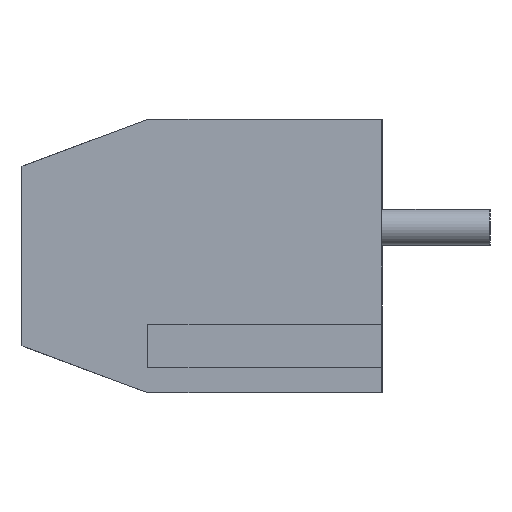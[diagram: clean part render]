
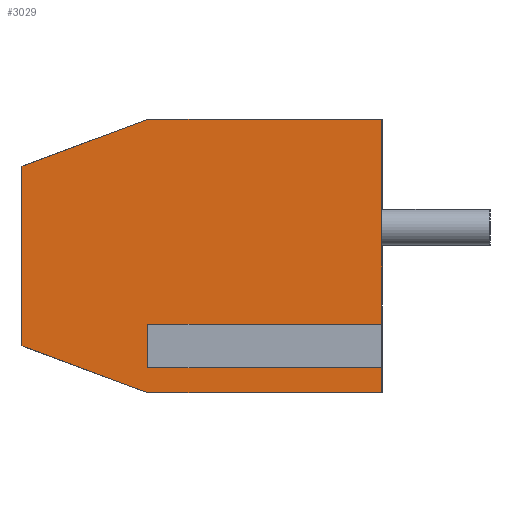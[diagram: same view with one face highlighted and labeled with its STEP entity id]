
A CAD part, left-side view. The second image highlights one B-rep face of the part: STEP entity #3029.
In plain terms, the highlighted planar face has unit normal (-1, 0, 0).
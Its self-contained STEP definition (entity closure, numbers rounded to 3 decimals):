
#50 = EDGE_CURVE ( 'NONE', #4511, #4510, #1400, .T. ) ;
#97 = ORIENTED_EDGE ( 'NONE', *, *, #2039, .T. ) ;
#105 = LINE ( 'NONE', #1172, #4185 ) ;
#155 = VERTEX_POINT ( 'NONE', #3028 ) ;
#169 = VECTOR ( 'NONE', #3454, 1000. ) ;
#179 = ORIENTED_EDGE ( 'NONE', *, *, #197, .F. ) ;
#197 = EDGE_CURVE ( 'NONE', #4511, #1283, #3945, .T. ) ;
#224 = DIRECTION ( 'NONE',  ( 0., -1., 0. ) ) ;
#266 = LINE ( 'NONE', #3546, #322 ) ;
#305 = EDGE_CURVE ( 'NONE', #528, #3407, #2908, .T. ) ;
#322 = VECTOR ( 'NONE', #960, 1000. ) ;
#342 = EDGE_LOOP ( 'NONE', ( #3048, #179, #1876, #97, #2889, #879, #1674, #4484, #1127, #973 ) ) ;
#350 = PLANE ( 'NONE',  #4399 ) ;
#355 = VECTOR ( 'NONE', #946, 1000. ) ;
#453 = DIRECTION ( 'NONE',  ( 0., 0., 1. ) ) ;
#493 = CARTESIAN_POINT ( 'NONE',  ( -5., 0., -3.8 ) ) ;
#528 = VERTEX_POINT ( 'NONE', #2759 ) ;
#694 = VERTEX_POINT ( 'NONE', #493 ) ;
#717 = DIRECTION ( 'NONE',  ( 1., 0., 0. ) ) ;
#836 = CARTESIAN_POINT ( 'NONE',  ( -5., 6.5, -3.8 ) ) ;
#879 = ORIENTED_EDGE ( 'NONE', *, *, #3867, .F. ) ;
#946 = DIRECTION ( 'NONE',  ( 0., 0., -1. ) ) ;
#960 = DIRECTION ( 'NONE',  ( 0., 0., 1. ) ) ;
#973 = ORIENTED_EDGE ( 'NONE', *, *, #2461, .T. ) ;
#1127 = ORIENTED_EDGE ( 'NONE', *, *, #2469, .T. ) ;
#1172 = CARTESIAN_POINT ( 'NONE',  ( -5., 6.5, -2.882 ) ) ;
#1283 = VERTEX_POINT ( 'NONE', #3832 ) ;
#1390 = DIRECTION ( 'NONE',  ( 0., 0.937, 0.348 ) ) ;
#1400 = LINE ( 'NONE', #1718, #2344 ) ;
#1674 = ORIENTED_EDGE ( 'NONE', *, *, #4459, .F. ) ;
#1718 = CARTESIAN_POINT ( 'NONE',  ( -5., 6.5, -2.118 ) ) ;
#1792 = CARTESIAN_POINT ( 'NONE',  ( -5., 10., -3.8 ) ) ;
#1876 = ORIENTED_EDGE ( 'NONE', *, *, #50, .T. ) ;
#2039 = EDGE_CURVE ( 'NONE', #4510, #3407, #2264, .T. ) ;
#2040 = EDGE_CURVE ( 'NONE', #1283, #4034, #105, .T. ) ;
#2049 = CARTESIAN_POINT ( 'NONE',  ( -5., 6.5, -2.882 ) ) ;
#2057 = LINE ( 'NONE', #3158, #3670 ) ;
#2213 = CARTESIAN_POINT ( 'NONE',  ( -5., 10., 3.8 ) ) ;
#2264 = LINE ( 'NONE', #3704, #4030 ) ;
#2328 = EDGE_CURVE ( 'NONE', #2876, #2562, #4640, .T. ) ;
#2344 = VECTOR ( 'NONE', #2508, 1000. ) ;
#2461 = EDGE_CURVE ( 'NONE', #694, #4034, #266, .T. ) ;
#2469 = EDGE_CURVE ( 'NONE', #2876, #694, #2754, .T. ) ;
#2508 = DIRECTION ( 'NONE',  ( 0., -1., 0. ) ) ;
#2562 = VERTEX_POINT ( 'NONE', #3798 ) ;
#2646 = DIRECTION ( 'NONE',  ( 0., -1., 0. ) ) ;
#2710 = LINE ( 'NONE', #4143, #3115 ) ;
#2754 = LINE ( 'NONE', #4163, #169 ) ;
#2759 = CARTESIAN_POINT ( 'NONE',  ( -5., 6.5, 3.8 ) ) ;
#2876 = VERTEX_POINT ( 'NONE', #836 ) ;
#2889 = ORIENTED_EDGE ( 'NONE', *, *, #305, .F. ) ;
#2908 = LINE ( 'NONE', #2213, #4137 ) ;
#2911 = DIRECTION ( 'NONE',  ( 0., 0., -1. ) ) ;
#2974 = VECTOR ( 'NONE', #1390, 1000. ) ;
#3029 = ADVANCED_FACE ( 'NONE', ( #3602 ), #350, .F. ) ;
#3028 = CARTESIAN_POINT ( 'NONE',  ( -5., 10., 2.5 ) ) ;
#3048 = ORIENTED_EDGE ( 'NONE', *, *, #2040, .F. ) ;
#3115 = VECTOR ( 'NONE', #3830, 1000. ) ;
#3158 = CARTESIAN_POINT ( 'NONE',  ( -5., 6.5, 3.8 ) ) ;
#3407 = VERTEX_POINT ( 'NONE', #3739 ) ;
#3454 = DIRECTION ( 'NONE',  ( 0., -1., 0. ) ) ;
#3546 = CARTESIAN_POINT ( 'NONE',  ( -5., 0., -3.8 ) ) ;
#3567 = CARTESIAN_POINT ( 'NONE',  ( -5., 0., -2.118 ) ) ;
#3602 = FACE_OUTER_BOUND ( 'NONE', #342, .T. ) ;
#3670 = VECTOR ( 'NONE', #3813, 1000. ) ;
#3704 = CARTESIAN_POINT ( 'NONE',  ( -5., 0., -3.8 ) ) ;
#3739 = CARTESIAN_POINT ( 'NONE',  ( -5., 0., 3.8 ) ) ;
#3798 = CARTESIAN_POINT ( 'NONE',  ( -5., 10., -2.5 ) ) ;
#3813 = DIRECTION ( 'NONE',  ( 0., -0.937, 0.348 ) ) ;
#3830 = DIRECTION ( 'NONE',  ( 0., 0., 1. ) ) ;
#3832 = CARTESIAN_POINT ( 'NONE',  ( -5., 6.5, -2.882 ) ) ;
#3867 = EDGE_CURVE ( 'NONE', #155, #528, #2057, .T. ) ;
#3936 = CARTESIAN_POINT ( 'NONE',  ( -5., 10., -2.5 ) ) ;
#3945 = LINE ( 'NONE', #2049, #355 ) ;
#4030 = VECTOR ( 'NONE', #453, 1000. ) ;
#4034 = VERTEX_POINT ( 'NONE', #4383 ) ;
#4137 = VECTOR ( 'NONE', #224, 1000. ) ;
#4143 = CARTESIAN_POINT ( 'NONE',  ( -5., 10., -3.8 ) ) ;
#4163 = CARTESIAN_POINT ( 'NONE',  ( -5., 10., -3.8 ) ) ;
#4185 = VECTOR ( 'NONE', #2646, 1000. ) ;
#4383 = CARTESIAN_POINT ( 'NONE',  ( -5., 0., -2.882 ) ) ;
#4399 = AXIS2_PLACEMENT_3D ( 'NONE', #1792, #717, #2911 ) ;
#4459 = EDGE_CURVE ( 'NONE', #2562, #155, #2710, .T. ) ;
#4484 = ORIENTED_EDGE ( 'NONE', *, *, #2328, .F. ) ;
#4510 = VERTEX_POINT ( 'NONE', #3567 ) ;
#4511 = VERTEX_POINT ( 'NONE', #4659 ) ;
#4640 = LINE ( 'NONE', #3936, #2974 ) ;
#4659 = CARTESIAN_POINT ( 'NONE',  ( -5., 6.5, -2.118 ) ) ;
